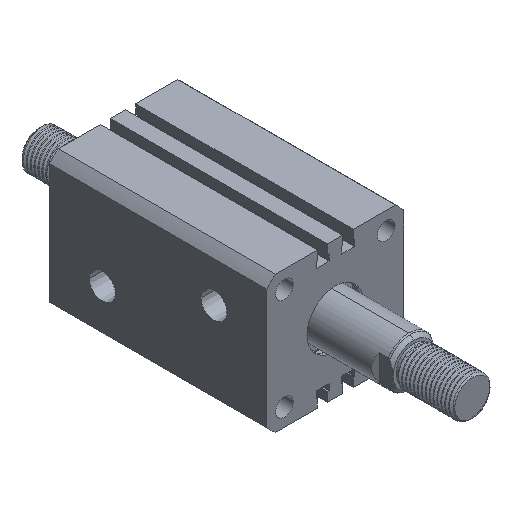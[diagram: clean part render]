
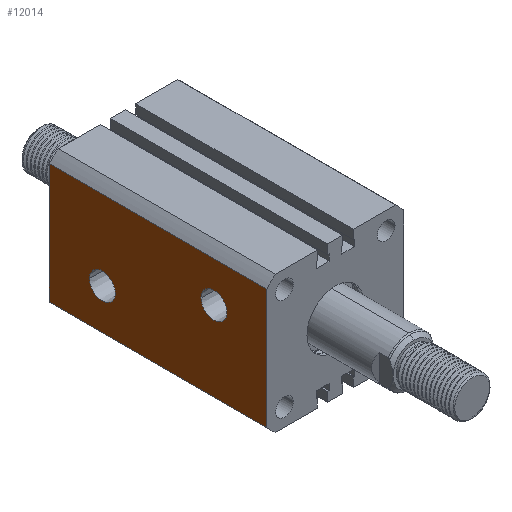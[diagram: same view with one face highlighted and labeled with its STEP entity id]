
A CAD part, isometric view. The second image highlights one B-rep face of the part: STEP entity #12014.
In plain terms, the highlighted planar face has unit normal (-1, 0, 0).
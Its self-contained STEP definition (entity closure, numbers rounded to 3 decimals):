
#578 = ORIENTED_EDGE ( 'NONE', *, *, #3784, .T. ) ;
#785 = VERTEX_POINT ( 'NONE', #11273 ) ;
#912 = CARTESIAN_POINT ( 'NONE',  ( -35., -10., 27. ) ) ;
#1093 = AXIS2_PLACEMENT_3D ( 'NONE', #912, #9708, #2182 ) ;
#1229 = CARTESIAN_POINT ( 'NONE',  ( -35., 35., 111. ) ) ;
#2031 = CIRCLE ( 'NONE', #8438, 6.603 ) ;
#2048 = CARTESIAN_POINT ( 'NONE',  ( -35., 35., 111. ) ) ;
#2182 = DIRECTION ( 'NONE',  ( 0., 0., 1. ) ) ;
#2291 = PLANE ( 'NONE',  #15110 ) ;
#2564 = DIRECTION ( 'NONE',  ( -1., 0., 0. ) ) ;
#2622 = ORIENTED_EDGE ( 'NONE', *, *, #4109, .F. ) ;
#2768 = CARTESIAN_POINT ( 'NONE',  ( -35., -10., 33.603 ) ) ;
#2954 = CARTESIAN_POINT ( 'NONE',  ( -35., 10., 90.603 ) ) ;
#3781 = CARTESIAN_POINT ( 'NONE',  ( -35., 10., 84. ) ) ;
#3784 = EDGE_CURVE ( 'NONE', #11608, #3818, #10625, .T. ) ;
#3818 = VERTEX_POINT ( 'NONE', #4032 ) ;
#3979 = CARTESIAN_POINT ( 'NONE',  ( -35., 35., 0. ) ) ;
#4032 = CARTESIAN_POINT ( 'NONE',  ( -35., -30.615, 0. ) ) ;
#4063 = EDGE_CURVE ( 'NONE', #15300, #3818, #11989, .T. ) ;
#4109 = EDGE_CURVE ( 'NONE', #8620, #14335, #4121, .T. ) ;
#4121 = CIRCLE ( 'NONE', #5415, 6.603 ) ;
#4837 = CARTESIAN_POINT ( 'NONE',  ( -35., -30.615, -189. ) ) ;
#5033 = CARTESIAN_POINT ( 'NONE',  ( -35., 10., 84. ) ) ;
#5044 = FACE_BOUND ( 'NONE', #7244, .T. ) ;
#5077 = DIRECTION ( 'NONE',  ( 0., 0., 1. ) ) ;
#5274 = DIRECTION ( 'NONE',  ( 1., 0., 0. ) ) ;
#5415 = AXIS2_PLACEMENT_3D ( 'NONE', #3781, #12573, #5077 ) ;
#5585 = LINE ( 'NONE', #13282, #15255 ) ;
#5669 = CARTESIAN_POINT ( 'NONE',  ( -35., 30.615, 111. ) ) ;
#6296 = DIRECTION ( 'NONE',  ( 0., 0., 1. ) ) ;
#6781 = VECTOR ( 'NONE', #10837, 1000. ) ;
#6828 = EDGE_CURVE ( 'NONE', #10352, #15300, #11310, .T. ) ;
#7244 = EDGE_LOOP ( 'NONE', ( #13034, #2622 ) ) ;
#7247 = CARTESIAN_POINT ( 'NONE',  ( -35., 10., 77.397 ) ) ;
#7715 = AXIS2_PLACEMENT_3D ( 'NONE', #5033, #13800, #6296 ) ;
#7747 = ORIENTED_EDGE ( 'NONE', *, *, #6828, .F. ) ;
#7767 = ORIENTED_EDGE ( 'NONE', *, *, #8727, .F. ) ;
#8382 = CARTESIAN_POINT ( 'NONE',  ( -35., -30.615, 111. ) ) ;
#8438 = AXIS2_PLACEMENT_3D ( 'NONE', #10109, #2564, #11370 ) ;
#8620 = VERTEX_POINT ( 'NONE', #7247 ) ;
#8727 = EDGE_CURVE ( 'NONE', #12057, #785, #2031, .T. ) ;
#8764 = FACE_BOUND ( 'NONE', #15362, .T. ) ;
#9159 = ORIENTED_EDGE ( 'NONE', *, *, #13992, .F. ) ;
#9356 = CIRCLE ( 'NONE', #7715, 6.603 ) ;
#9708 = DIRECTION ( 'NONE',  ( -1., 0., 0. ) ) ;
#10109 = CARTESIAN_POINT ( 'NONE',  ( -35., -10., 27. ) ) ;
#10352 = VERTEX_POINT ( 'NONE', #5669 ) ;
#10625 = LINE ( 'NONE', #3979, #14359 ) ;
#10837 = DIRECTION ( 'NONE',  ( 0., -1., 0. ) ) ;
#11273 = CARTESIAN_POINT ( 'NONE',  ( -35., -10., 20.397 ) ) ;
#11310 = LINE ( 'NONE', #2048, #6781 ) ;
#11370 = DIRECTION ( 'NONE',  ( 0., 0., 1. ) ) ;
#11381 = EDGE_CURVE ( 'NONE', #785, #12057, #15101, .T. ) ;
#11519 = DIRECTION ( 'NONE',  ( 0., -1., 0. ) ) ;
#11576 = ORIENTED_EDGE ( 'NONE', *, *, #11381, .F. ) ;
#11604 = VECTOR ( 'NONE', #12352, 1000. ) ;
#11608 = VERTEX_POINT ( 'NONE', #15333 ) ;
#11989 = LINE ( 'NONE', #4837, #11604 ) ;
#12014 = ADVANCED_FACE ( 'NONE', ( #5044, #8764, #15079 ), #2291, .F. ) ;
#12057 = VERTEX_POINT ( 'NONE', #2768 ) ;
#12352 = DIRECTION ( 'NONE',  ( 0., 0., -1. ) ) ;
#12573 = DIRECTION ( 'NONE',  ( -1., 0., 0. ) ) ;
#12748 = EDGE_CURVE ( 'NONE', #14335, #8620, #9356, .T. ) ;
#12978 = EDGE_LOOP ( 'NONE', ( #9159, #578, #14564, #7747 ) ) ;
#13034 = ORIENTED_EDGE ( 'NONE', *, *, #12748, .F. ) ;
#13066 = DIRECTION ( 'NONE',  ( 0., 0., 1. ) ) ;
#13282 = CARTESIAN_POINT ( 'NONE',  ( -35., 30.615, -189. ) ) ;
#13800 = DIRECTION ( 'NONE',  ( -1., 0., 0. ) ) ;
#13992 = EDGE_CURVE ( 'NONE', #11608, #10352, #5585, .T. ) ;
#14039 = DIRECTION ( 'NONE',  ( 0., 1., 0. ) ) ;
#14335 = VERTEX_POINT ( 'NONE', #2954 ) ;
#14359 = VECTOR ( 'NONE', #11519, 1000. ) ;
#14564 = ORIENTED_EDGE ( 'NONE', *, *, #4063, .F. ) ;
#15079 = FACE_OUTER_BOUND ( 'NONE', #12978, .T. ) ;
#15101 = CIRCLE ( 'NONE', #1093, 6.603 ) ;
#15110 = AXIS2_PLACEMENT_3D ( 'NONE', #1229, #5274, #14039 ) ;
#15255 = VECTOR ( 'NONE', #13066, 1000. ) ;
#15300 = VERTEX_POINT ( 'NONE', #8382 ) ;
#15333 = CARTESIAN_POINT ( 'NONE',  ( -35., 30.615, 0. ) ) ;
#15362 = EDGE_LOOP ( 'NONE', ( #7767, #11576 ) ) ;
